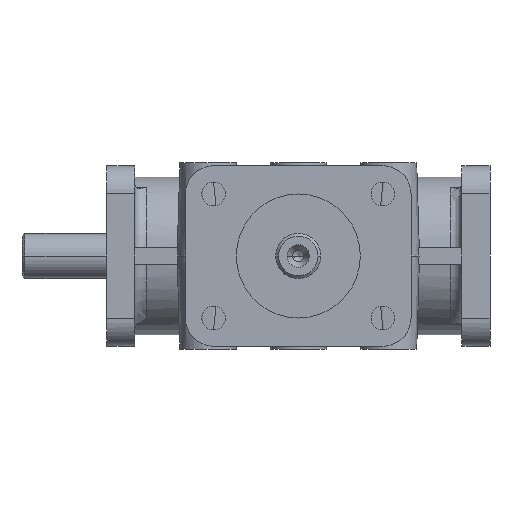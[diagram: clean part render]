
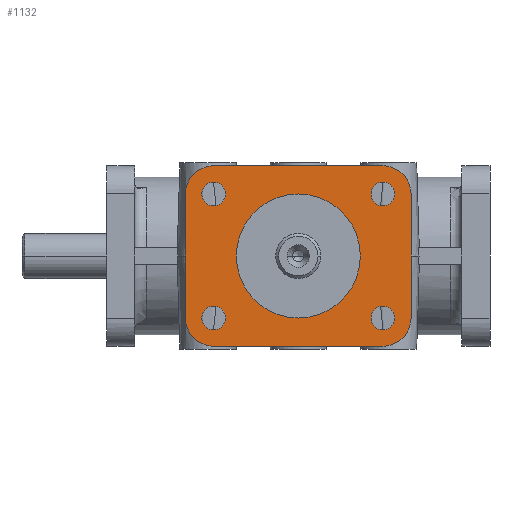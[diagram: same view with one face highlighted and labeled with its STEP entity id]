
A CAD part, front view. The second image highlights one B-rep face of the part: STEP entity #1132.
In plain terms, the highlighted planar face has unit normal (0, -1, 0).
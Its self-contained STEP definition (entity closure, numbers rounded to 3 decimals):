
#1132=ADVANCED_FACE('',(#3135,#3136,#3137,#3138,#3139,#3140),#3141,.F.);
#3135=FACE_OUTER_BOUND('',#6114,.T.);
#3136=FACE_BOUND('',#6115,.T.);
#3137=FACE_BOUND('',#6116,.T.);
#3138=FACE_BOUND('',#6117,.T.);
#3139=FACE_BOUND('',#6118,.T.);
#3140=FACE_BOUND('',#6119,.T.);
#3141=PLANE('',#6120);
#6114=EDGE_LOOP('',(#10407,#10408,#10409,#10410,#10411,#10412,#10413,#10414));
#6115=EDGE_LOOP('',(#10415,#10416,#10417));
#6116=EDGE_LOOP('',(#10418,#10419,#10420));
#6117=EDGE_LOOP('',(#10421,#10422,#10423));
#6118=EDGE_LOOP('',(#10424,#10425,#10426));
#6119=EDGE_LOOP('',(#10427,#10428));
#6120=AXIS2_PLACEMENT_3D('',#10429,#10430,#10431);
#10407=ORIENTED_EDGE('',*,*,#24505,.T.);
#10408=ORIENTED_EDGE('',*,*,#24506,.T.);
#10409=ORIENTED_EDGE('',*,*,#24507,.T.);
#10410=ORIENTED_EDGE('',*,*,#24508,.T.);
#10411=ORIENTED_EDGE('',*,*,#24509,.T.);
#10412=ORIENTED_EDGE('',*,*,#24510,.T.);
#10413=ORIENTED_EDGE('',*,*,#24511,.T.);
#10414=ORIENTED_EDGE('',*,*,#24512,.T.);
#10415=ORIENTED_EDGE('',*,*,#24513,.F.);
#10416=ORIENTED_EDGE('',*,*,#24514,.F.);
#10417=ORIENTED_EDGE('',*,*,#24515,.F.);
#10418=ORIENTED_EDGE('',*,*,#24516,.F.);
#10419=ORIENTED_EDGE('',*,*,#24517,.F.);
#10420=ORIENTED_EDGE('',*,*,#24518,.F.);
#10421=ORIENTED_EDGE('',*,*,#24519,.F.);
#10422=ORIENTED_EDGE('',*,*,#24520,.F.);
#10423=ORIENTED_EDGE('',*,*,#24521,.F.);
#10424=ORIENTED_EDGE('',*,*,#24522,.F.);
#10425=ORIENTED_EDGE('',*,*,#24523,.F.);
#10426=ORIENTED_EDGE('',*,*,#24524,.F.);
#10427=ORIENTED_EDGE('',*,*,#24491,.T.);
#10428=ORIENTED_EDGE('',*,*,#24525,.T.);
#10429=CARTESIAN_POINT('',(0.0,-60.0,0.0));
#10430=DIRECTION('',(0.0,1.0,0.0));
#10431=DIRECTION('',(1.0,0.0,-0.0));
#24491=EDGE_CURVE('',#28504,#28502,#28505,.T.);
#24505=EDGE_CURVE('',#28526,#28527,#28528,.T.);
#24506=EDGE_CURVE('',#28527,#28529,#28530,.T.);
#24507=EDGE_CURVE('',#28529,#28531,#28532,.T.);
#24508=EDGE_CURVE('',#28531,#28533,#28534,.T.);
#24509=EDGE_CURVE('',#28533,#28535,#28536,.T.);
#24510=EDGE_CURVE('',#28535,#28537,#28538,.T.);
#24511=EDGE_CURVE('',#28537,#28539,#28540,.T.);
#24512=EDGE_CURVE('',#28539,#28526,#28541,.T.);
#24513=EDGE_CURVE('',#28542,#28543,#28544,.T.);
#24514=EDGE_CURVE('',#28545,#28542,#28546,.T.);
#24515=EDGE_CURVE('',#28543,#28545,#28547,.T.);
#24516=EDGE_CURVE('',#28548,#28549,#28550,.T.);
#24517=EDGE_CURVE('',#28551,#28548,#28552,.T.);
#24518=EDGE_CURVE('',#28549,#28551,#28553,.T.);
#24519=EDGE_CURVE('',#28554,#28555,#28556,.T.);
#24520=EDGE_CURVE('',#28557,#28554,#28558,.T.);
#24521=EDGE_CURVE('',#28555,#28557,#28559,.T.);
#24522=EDGE_CURVE('',#28560,#28561,#28562,.T.);
#24523=EDGE_CURVE('',#28563,#28560,#28564,.T.);
#24524=EDGE_CURVE('',#28561,#28563,#28565,.T.);
#24525=EDGE_CURVE('',#28502,#28504,#28566,.T.);
#28502=VERTEX_POINT('',#36464);
#28504=VERTEX_POINT('',#36467);
#28505=CIRCLE('',#36468,11.0);
#28526=VERTEX_POINT('',#36494);
#28527=VERTEX_POINT('',#36495);
#28528=CIRCLE('',#36496,5.0);
#28529=VERTEX_POINT('',#36497);
#28530=LINE('',#36498,#36499);
#28531=VERTEX_POINT('',#36500);
#28532=CIRCLE('',#36501,5.0);
#28533=VERTEX_POINT('',#36502);
#28534=LINE('',#36503,#36504);
#28535=VERTEX_POINT('',#36505);
#28536=CIRCLE('',#36506,5.0);
#28537=VERTEX_POINT('',#36507);
#28538=LINE('',#36508,#36509);
#28539=VERTEX_POINT('',#36510);
#28540=CIRCLE('',#36511,5.0);
#28541=LINE('',#36512,#36513);
#28542=VERTEX_POINT('',#36514);
#28543=VERTEX_POINT('',#36515);
#28544=CIRCLE('',#36516,2.1);
#28545=VERTEX_POINT('',#36517);
#28546=CIRCLE('',#36518,2.1);
#28547=CIRCLE('',#36519,2.1);
#28548=VERTEX_POINT('',#36520);
#28549=VERTEX_POINT('',#36521);
#28550=CIRCLE('',#36522,2.1);
#28551=VERTEX_POINT('',#36523);
#28552=CIRCLE('',#36524,2.1);
#28553=CIRCLE('',#36525,2.1);
#28554=VERTEX_POINT('',#36526);
#28555=VERTEX_POINT('',#36527);
#28556=CIRCLE('',#36528,2.1);
#28557=VERTEX_POINT('',#36529);
#28558=CIRCLE('',#36530,2.1);
#28559=CIRCLE('',#36531,2.1);
#28560=VERTEX_POINT('',#36532);
#28561=VERTEX_POINT('',#36533);
#28562=CIRCLE('',#36534,2.1);
#28563=VERTEX_POINT('',#36535);
#28564=CIRCLE('',#36536,2.1);
#28565=CIRCLE('',#36537,2.1);
#28566=CIRCLE('',#36538,11.0);
#36464=CARTESIAN_POINT('',(0.,-60.0,-11.0));
#36467=CARTESIAN_POINT('',(0.,-60.0,11.0));
#36468=AXIS2_PLACEMENT_3D('',#54117,#54118,#54119);
#36494=CARTESIAN_POINT('',(-20.0,-60.0,-11.0));
#36495=CARTESIAN_POINT('',(-15.0,-60.0,-16.0));
#36496=AXIS2_PLACEMENT_3D('',#54140,#54141,#54142);
#36497=CARTESIAN_POINT('',(15.0,-60.0,-16.0));
#36498=CARTESIAN_POINT('',(-15.0,-60.0,-16.0));
#36499=VECTOR('',#54143,1000.0);
#36500=CARTESIAN_POINT('',(20.0,-60.0,-11.0));
#36501=AXIS2_PLACEMENT_3D('',#54144,#54145,#54146);
#36502=CARTESIAN_POINT('',(20.0,-60.0,11.0));
#36503=CARTESIAN_POINT('',(20.0,-60.0,-11.0));
#36504=VECTOR('',#54147,1000.0);
#36505=CARTESIAN_POINT('',(15.0,-60.0,16.0));
#36506=AXIS2_PLACEMENT_3D('',#54148,#54149,#54150);
#36507=CARTESIAN_POINT('',(-15.0,-60.0,16.0));
#36508=CARTESIAN_POINT('',(15.0,-60.0,16.0));
#36509=VECTOR('',#54151,1000.0);
#36510=CARTESIAN_POINT('',(-20.0,-60.0,11.0));
#36511=AXIS2_PLACEMENT_3D('',#54152,#54153,#54154);
#36512=CARTESIAN_POINT('',(-20.0,-60.0,11.0));
#36513=VECTOR('',#54155,1000.0);
#36514=CARTESIAN_POINT('',(17.1,-60.0,11.0));
#36515=CARTESIAN_POINT('',(15.0,-60.0,13.1));
#36516=AXIS2_PLACEMENT_3D('',#54156,#54157,#54158);
#36517=CARTESIAN_POINT('',(15.0,-60.0,8.9));
#36518=AXIS2_PLACEMENT_3D('',#54159,#54160,#54161);
#36519=AXIS2_PLACEMENT_3D('',#54162,#54163,#54164);
#36520=CARTESIAN_POINT('',(17.1,-60.0,-11.0));
#36521=CARTESIAN_POINT('',(15.0,-60.0,-8.9));
#36522=AXIS2_PLACEMENT_3D('',#54165,#54166,#54167);
#36523=CARTESIAN_POINT('',(15.0,-60.0,-13.1));
#36524=AXIS2_PLACEMENT_3D('',#54168,#54169,#54170);
#36525=AXIS2_PLACEMENT_3D('',#54171,#54172,#54173);
#36526=CARTESIAN_POINT('',(-12.9,-60.0,-11.0));
#36527=CARTESIAN_POINT('',(-15.0,-60.0,-8.9));
#36528=AXIS2_PLACEMENT_3D('',#54174,#54175,#54176);
#36529=CARTESIAN_POINT('',(-15.0,-60.0,-13.1));
#36530=AXIS2_PLACEMENT_3D('',#54177,#54178,#54179);
#36531=AXIS2_PLACEMENT_3D('',#54180,#54181,#54182);
#36532=CARTESIAN_POINT('',(-12.9,-60.0,11.0));
#36533=CARTESIAN_POINT('',(-15.0,-60.0,13.1));
#36534=AXIS2_PLACEMENT_3D('',#54183,#54184,#54185);
#36535=CARTESIAN_POINT('',(-15.0,-60.0,8.9));
#36536=AXIS2_PLACEMENT_3D('',#54186,#54187,#54188);
#36537=AXIS2_PLACEMENT_3D('',#54189,#54190,#54191);
#36538=AXIS2_PLACEMENT_3D('',#54192,#54193,#54194);
#54117=CARTESIAN_POINT('',(0.,-60.0,0.0));
#54118=DIRECTION('',(0.0,1.0,0.0));
#54119=DIRECTION('',(0.0,0.0,1.0));
#54140=CARTESIAN_POINT('',(-15.0,-60.0,-11.0));
#54141=DIRECTION('',(0.0,-1.0,0.0));
#54142=DIRECTION('',(1.0,0.0,0.0));
#54143=DIRECTION('',(1.0,0.0,0.0));
#54144=CARTESIAN_POINT('',(15.0,-60.0,-11.0));
#54145=DIRECTION('',(0.0,-1.0,0.0));
#54146=DIRECTION('',(-1.0,0.0,0.0));
#54147=DIRECTION('',(0.0,0.0,1.0));
#54148=CARTESIAN_POINT('',(15.0,-60.0,11.0));
#54149=DIRECTION('',(0.0,-1.0,0.0));
#54150=DIRECTION('',(1.0,0.0,0.0));
#54151=DIRECTION('',(-1.0,0.0,0.0));
#54152=CARTESIAN_POINT('',(-15.0,-60.0,11.0));
#54153=DIRECTION('',(0.0,-1.0,0.0));
#54154=DIRECTION('',(1.0,0.0,0.0));
#54155=DIRECTION('',(0.0,0.0,-1.0));
#54156=CARTESIAN_POINT('',(15.0,-60.0,11.0));
#54157=DIRECTION('',(0.0,-1.0,0.0));
#54158=DIRECTION('',(1.0,0.0,0.0));
#54159=CARTESIAN_POINT('',(15.0,-60.0,11.0));
#54160=DIRECTION('',(0.0,-1.0,0.0));
#54161=DIRECTION('',(1.0,0.0,0.0));
#54162=CARTESIAN_POINT('',(15.0,-60.0,11.0));
#54163=DIRECTION('',(0.0,-1.0,0.0));
#54164=DIRECTION('',(1.0,0.0,0.0));
#54165=CARTESIAN_POINT('',(15.0,-60.0,-11.0));
#54166=DIRECTION('',(0.0,-1.0,0.0));
#54167=DIRECTION('',(1.0,0.0,0.0));
#54168=CARTESIAN_POINT('',(15.0,-60.0,-11.0));
#54169=DIRECTION('',(0.0,-1.0,0.0));
#54170=DIRECTION('',(1.0,0.0,0.0));
#54171=CARTESIAN_POINT('',(15.0,-60.0,-11.0));
#54172=DIRECTION('',(0.0,-1.0,0.0));
#54173=DIRECTION('',(1.0,0.0,0.0));
#54174=CARTESIAN_POINT('',(-15.0,-60.0,-11.0));
#54175=DIRECTION('',(0.0,-1.0,0.0));
#54176=DIRECTION('',(1.0,0.0,0.0));
#54177=CARTESIAN_POINT('',(-15.0,-60.0,-11.0));
#54178=DIRECTION('',(0.0,-1.0,0.0));
#54179=DIRECTION('',(1.0,0.0,0.0));
#54180=CARTESIAN_POINT('',(-15.0,-60.0,-11.0));
#54181=DIRECTION('',(0.0,-1.0,0.0));
#54182=DIRECTION('',(1.0,0.0,0.0));
#54183=CARTESIAN_POINT('',(-15.0,-60.0,11.0));
#54184=DIRECTION('',(0.0,-1.0,0.0));
#54185=DIRECTION('',(1.0,0.0,0.0));
#54186=CARTESIAN_POINT('',(-15.0,-60.0,11.0));
#54187=DIRECTION('',(0.0,-1.0,0.0));
#54188=DIRECTION('',(1.0,0.0,0.0));
#54189=CARTESIAN_POINT('',(-15.0,-60.0,11.0));
#54190=DIRECTION('',(0.0,-1.0,0.0));
#54191=DIRECTION('',(1.0,0.0,0.0));
#54192=CARTESIAN_POINT('',(0.,-60.0,0.0));
#54193=DIRECTION('',(0.0,1.0,0.0));
#54194=DIRECTION('',(0.0,0.0,1.0));
